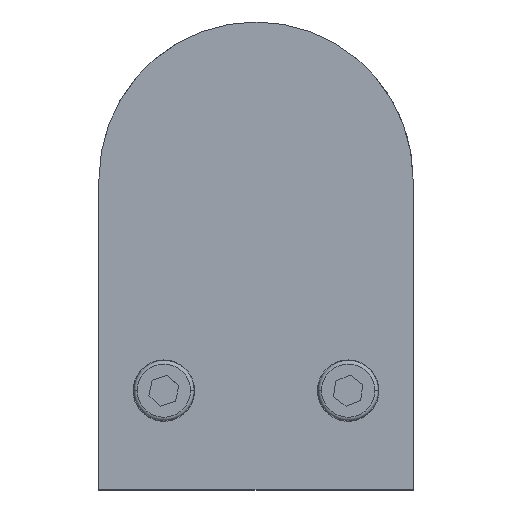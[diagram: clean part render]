
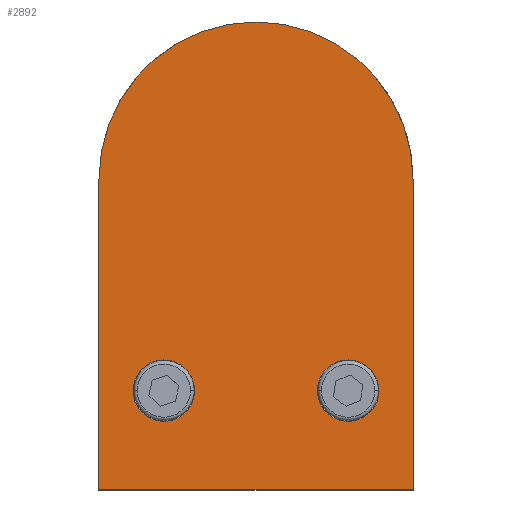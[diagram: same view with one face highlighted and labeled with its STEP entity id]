
A CAD part, top view. The second image highlights one B-rep face of the part: STEP entity #2892.
In plain terms, the highlighted planar face has unit normal (0, 0, 1).
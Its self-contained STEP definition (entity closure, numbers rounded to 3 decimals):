
#22 = CARTESIAN_POINT ( 'NONE',  ( 13.5, 26., 14.25 ) ) ;
#37 = EDGE_CURVE ( 'NONE', #1106, #2048, #494, .T. ) ;
#58 = CARTESIAN_POINT ( 'NONE',  ( 18., 26., 14.25 ) ) ;
#256 = LINE ( 'NONE', #1299, #2927 ) ;
#296 = ORIENTED_EDGE ( 'NONE', *, *, #1137, .T. ) ;
#298 = VERTEX_POINT ( 'NONE', #58 ) ;
#310 = EDGE_LOOP ( 'NONE', ( #3040, #1835 ) ) ;
#318 = CARTESIAN_POINT ( 'NONE',  ( 45.1, 11.496, 14.25 ) ) ;
#334 = DIRECTION ( 'NONE',  ( -1., 0., 0. ) ) ;
#358 = EDGE_LOOP ( 'NONE', ( #577, #2659 ) ) ;
#428 = PLANE ( 'NONE',  #2428 ) ;
#469 = CARTESIAN_POINT ( 'NONE',  ( 0., 57., 14.25 ) ) ;
#494 = CIRCLE ( 'NONE', #2422, 4.5 ) ;
#499 = EDGE_CURVE ( 'NONE', #3263, #298, #2244, .T. ) ;
#564 = CARTESIAN_POINT ( 'NONE',  ( -23., 11.496, 14.25 ) ) ;
#577 = ORIENTED_EDGE ( 'NONE', *, *, #1527, .F. ) ;
#643 = ORIENTED_EDGE ( 'NONE', *, *, #2604, .T. ) ;
#652 = FACE_BOUND ( 'NONE', #358, .T. ) ;
#667 = AXIS2_PLACEMENT_3D ( 'NONE', #22, #1907, #2958 ) ;
#800 = EDGE_CURVE ( 'NONE', #2048, #1106, #1506, .T. ) ;
#832 = AXIS2_PLACEMENT_3D ( 'NONE', #2934, #2170, #1439 ) ;
#915 = DIRECTION ( 'NONE',  ( 0., 0., 1. ) ) ;
#969 = CARTESIAN_POINT ( 'NONE',  ( 23., 0., 14.25 ) ) ;
#974 = DIRECTION ( 'NONE',  ( 0., 0., 1. ) ) ;
#1106 = VERTEX_POINT ( 'NONE', #2089 ) ;
#1129 = CARTESIAN_POINT ( 'NONE',  ( 9., 26., 14.25 ) ) ;
#1130 = DIRECTION ( 'NONE',  ( 1., 0., 0. ) ) ;
#1137 = EDGE_CURVE ( 'NONE', #2850, #3021, #256, .T. ) ;
#1141 = AXIS2_PLACEMENT_3D ( 'NONE', #1767, #974, #1498 ) ;
#1172 = FACE_OUTER_BOUND ( 'NONE', #2938, .T. ) ;
#1272 = EDGE_CURVE ( 'NONE', #1396, #3021, #1677, .T. ) ;
#1299 = CARTESIAN_POINT ( 'NONE',  ( -23., 0., 14.25 ) ) ;
#1329 = VERTEX_POINT ( 'NONE', #2875 ) ;
#1396 = VERTEX_POINT ( 'NONE', #2826 ) ;
#1439 = DIRECTION ( 'NONE',  ( 1., 0., 0. ) ) ;
#1498 = DIRECTION ( 'NONE',  ( 1., 0., 0. ) ) ;
#1506 = CIRCLE ( 'NONE', #832, 4.5 ) ;
#1527 = EDGE_CURVE ( 'NONE', #298, #3263, #3249, .T. ) ;
#1674 = ORIENTED_EDGE ( 'NONE', *, *, #2243, .T. ) ;
#1677 = LINE ( 'NONE', #318, #2824 ) ;
#1688 = CARTESIAN_POINT ( 'NONE',  ( -23., 57., 14.25 ) ) ;
#1744 = FACE_BOUND ( 'NONE', #310, .T. ) ;
#1748 = DIRECTION ( 'NONE',  ( 1., 0., 0. ) ) ;
#1767 = CARTESIAN_POINT ( 'NONE',  ( 13.5, 26., 14.25 ) ) ;
#1798 = DIRECTION ( 'NONE',  ( 0., 0., 1. ) ) ;
#1835 = ORIENTED_EDGE ( 'NONE', *, *, #800, .F. ) ;
#1907 = DIRECTION ( 'NONE',  ( 0., 0., 1. ) ) ;
#1944 = DIRECTION ( 'NONE',  ( 0., 0., 1. ) ) ;
#2014 = DIRECTION ( 'NONE',  ( 0., 1., 0. ) ) ;
#2048 = VERTEX_POINT ( 'NONE', #2227 ) ;
#2089 = CARTESIAN_POINT ( 'NONE',  ( -9., 26., 14.25 ) ) ;
#2170 = DIRECTION ( 'NONE',  ( 0., 0., 1. ) ) ;
#2199 = CARTESIAN_POINT ( 'NONE',  ( -13.5, 26., 14.25 ) ) ;
#2227 = CARTESIAN_POINT ( 'NONE',  ( -18., 26., 14.25 ) ) ;
#2243 = EDGE_CURVE ( 'NONE', #1329, #2850, #2583, .T. ) ;
#2244 = CIRCLE ( 'NONE', #1141, 4.5 ) ;
#2367 = DIRECTION ( 'NONE',  ( 0., -1., 0. ) ) ;
#2422 = AXIS2_PLACEMENT_3D ( 'NONE', #2199, #1944, #1130 ) ;
#2428 = AXIS2_PLACEMENT_3D ( 'NONE', #3271, #915, #2536 ) ;
#2477 = AXIS2_PLACEMENT_3D ( 'NONE', #469, #1798, #1748 ) ;
#2536 = DIRECTION ( 'NONE',  ( 1., 0., 0. ) ) ;
#2539 = VECTOR ( 'NONE', #2014, 1000. ) ;
#2583 = CIRCLE ( 'NONE', #2477, 23. ) ;
#2604 = EDGE_CURVE ( 'NONE', #1396, #1329, #3333, .T. ) ;
#2659 = ORIENTED_EDGE ( 'NONE', *, *, #499, .F. ) ;
#2777 = ORIENTED_EDGE ( 'NONE', *, *, #1272, .F. ) ;
#2824 = VECTOR ( 'NONE', #334, 1000. ) ;
#2826 = CARTESIAN_POINT ( 'NONE',  ( 23., 11.496, 14.25 ) ) ;
#2850 = VERTEX_POINT ( 'NONE', #1688 ) ;
#2875 = CARTESIAN_POINT ( 'NONE',  ( 23., 57., 14.25 ) ) ;
#2892 = ADVANCED_FACE ( 'NONE', ( #1744, #652, #1172 ), #428, .T. ) ;
#2927 = VECTOR ( 'NONE', #2367, 1000. ) ;
#2934 = CARTESIAN_POINT ( 'NONE',  ( -13.5, 26., 14.25 ) ) ;
#2938 = EDGE_LOOP ( 'NONE', ( #2777, #643, #1674, #296 ) ) ;
#2958 = DIRECTION ( 'NONE',  ( 1., 0., 0. ) ) ;
#3021 = VERTEX_POINT ( 'NONE', #564 ) ;
#3040 = ORIENTED_EDGE ( 'NONE', *, *, #37, .F. ) ;
#3249 = CIRCLE ( 'NONE', #667, 4.5 ) ;
#3263 = VERTEX_POINT ( 'NONE', #1129 ) ;
#3271 = CARTESIAN_POINT ( 'NONE',  ( 0., 57., 14.25 ) ) ;
#3333 = LINE ( 'NONE', #969, #2539 ) ;
